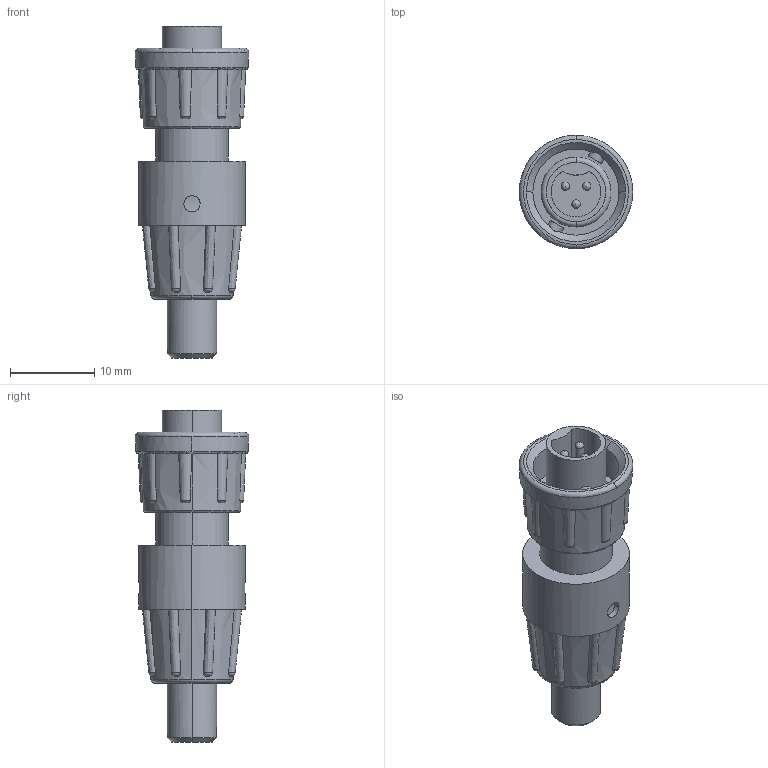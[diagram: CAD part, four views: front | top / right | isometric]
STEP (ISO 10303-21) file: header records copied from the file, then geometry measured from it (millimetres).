
FILE_DESCRIPTION (( 'STEP AP203' ), '1' );
FILE_NAME ('16280-3PG-318.STEP', '2014-05-01T13:43:25', ( '' ), ( '' ), 'SwSTEP 2.0', 'SolidWorks 2014', '' );
FILE_SCHEMA (( 'CONFIG_CONTROL_DESIGN' ));
Length unit declared in the file: inch
Products named in the file (1): 16280-3PG-318
Bounding box: 13.51 x 13.51 x 39.52 mm (x, y, z)
Volume: 2890.9 mm3; surface area: 2253.6 mm2
Topology: 1 solids, 1 shells, 154 faces, 477 edges, 333 vertices
Faces by surface type: plane 46, cylinder 31, torus 28, bspline 24, cone 21, sphere 4
Entity records: 11879 total; most frequent: CARTESIAN_POINT 8116, ORIENTED_EDGE 936, DIRECTION 554, EDGE_CURVE 468, VERTEX_POINT 327, B_SPLINE_CURVE_WITH_KNOTS 294, AXIS2_PLACEMENT_3D 249, EDGE_LOOP 165
